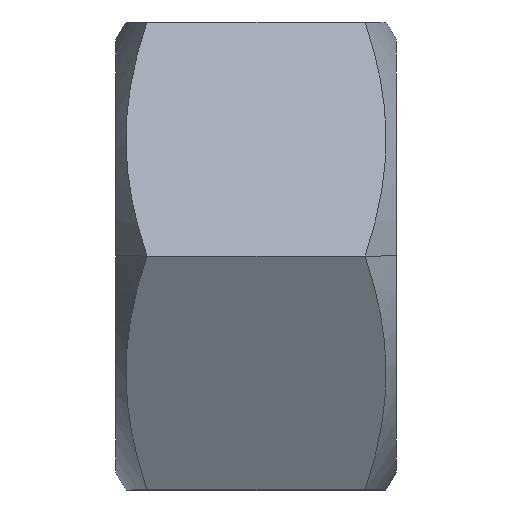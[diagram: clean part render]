
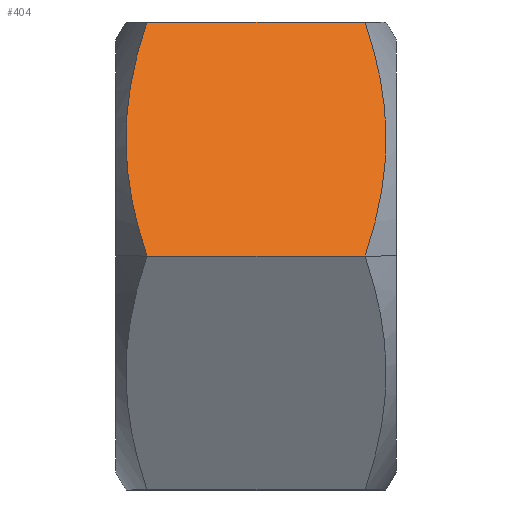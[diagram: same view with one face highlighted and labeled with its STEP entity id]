
A CAD part, front view. The second image highlights one B-rep face of the part: STEP entity #404.
In plain terms, the highlighted planar face has unit normal (0, -0.866, 0.5).
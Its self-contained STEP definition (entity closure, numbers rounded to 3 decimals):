
#4 = CARTESIAN_POINT ( 'NONE',  ( 0., -17.321, 0. ) ) ;
#10 = CARTESIAN_POINT ( 'NONE',  ( -0.496, -12.99, 7.5 ) ) ;
#25 = CARTESIAN_POINT ( 'NONE',  ( 2.004, -17.321, 0. ) ) ;
#33 = LINE ( 'NONE', #272, #559 ) ;
#35 = EDGE_CURVE ( 'NONE', #175, #71, #107, .T. ) ;
#47 = PLANE ( 'NONE',  #401 ) ;
#71 = VERTEX_POINT ( 'NONE', #349 ) ;
#82 = VERTEX_POINT ( 'NONE', #197 ) ;
#101 = VECTOR ( 'NONE', #438, 1000. ) ;
#107 = LINE ( 'NONE', #293, #101 ) ;
#125 = CARTESIAN_POINT ( 'NONE',  ( 15.996, -17.321, 0. ) ) ;
#128 = CARTESIAN_POINT ( 'NONE',  ( 15.996, -8.66, 15. ) ) ;
#130 = EDGE_LOOP ( 'NONE', ( #167, #417, #538, #456 ) ) ;
#148 = EDGE_CURVE ( 'NONE', #71, #215, #244, .T. ) ;
#167 = ORIENTED_EDGE ( 'NONE', *, *, #461, .T. ) ;
#175 = VERTEX_POINT ( 'NONE', #25 ) ;
#196 = FACE_OUTER_BOUND ( 'NONE', #130, .T. ) ;
#197 = CARTESIAN_POINT ( 'NONE',  ( 2.004, -8.66, 15. ) ) ;
#215 = VERTEX_POINT ( 'NONE', #128 ) ;
#240 = EDGE_CURVE ( 'NONE', #82, #215, #33, .T. ) ;
#244 =( BOUNDED_CURVE ( )  B_SPLINE_CURVE ( 2, ( #125, #267, #590 ),
 .UNSPECIFIED., .F., .T. ) 
 B_SPLINE_CURVE_WITH_KNOTS ( ( 3, 3 ),
 ( 0., 1.753 ),
 .UNSPECIFIED. ) 
 CURVE ( )  GEOMETRIC_REPRESENTATION_ITEM ( )  RATIONAL_B_SPLINE_CURVE ( ( 1., 1.155, 1. ) ) 
 REPRESENTATION_ITEM ( '' )  );
#267 = CARTESIAN_POINT ( 'NONE',  ( 18.496, -12.99, 7.5 ) ) ;
#272 = CARTESIAN_POINT ( 'NONE',  ( 2.004, -8.66, 15. ) ) ;
#293 = CARTESIAN_POINT ( 'NONE',  ( 2.004, -17.321, 0. ) ) ;
#349 = CARTESIAN_POINT ( 'NONE',  ( 15.996, -17.321, 0. ) ) ;
#353 =( BOUNDED_CURVE ( )  B_SPLINE_CURVE ( 2, ( #386, #10, #479 ),
 .UNSPECIFIED., .F., .F. ) 
 B_SPLINE_CURVE_WITH_KNOTS ( ( 3, 3 ),
 ( 0., 1.753 ),
 .UNSPECIFIED. ) 
 CURVE ( )  GEOMETRIC_REPRESENTATION_ITEM ( )  RATIONAL_B_SPLINE_CURVE ( ( 1., 1.155, 1. ) ) 
 REPRESENTATION_ITEM ( '' )  );
#384 = DIRECTION ( 'NONE',  ( 0., -0.866, 0.5 ) ) ;
#386 = CARTESIAN_POINT ( 'NONE',  ( 2.004, -8.66, 15. ) ) ;
#401 = AXIS2_PLACEMENT_3D ( 'NONE', #4, #384, #487 ) ;
#404 = ADVANCED_FACE ( 'NONE', ( #196 ), #47, .T. ) ;
#417 = ORIENTED_EDGE ( 'NONE', *, *, #35, .T. ) ;
#438 = DIRECTION ( 'NONE',  ( 1., 0., 0. ) ) ;
#456 = ORIENTED_EDGE ( 'NONE', *, *, #240, .F. ) ;
#461 = EDGE_CURVE ( 'NONE', #82, #175, #353, .T. ) ;
#479 = CARTESIAN_POINT ( 'NONE',  ( 2.004, -17.321, 0. ) ) ;
#487 = DIRECTION ( 'NONE',  ( -1., 0., 0. ) ) ;
#538 = ORIENTED_EDGE ( 'NONE', *, *, #148, .T. ) ;
#549 = DIRECTION ( 'NONE',  ( 1., 0., 0. ) ) ;
#559 = VECTOR ( 'NONE', #549, 1000. ) ;
#590 = CARTESIAN_POINT ( 'NONE',  ( 15.996, -8.66, 15. ) ) ;
